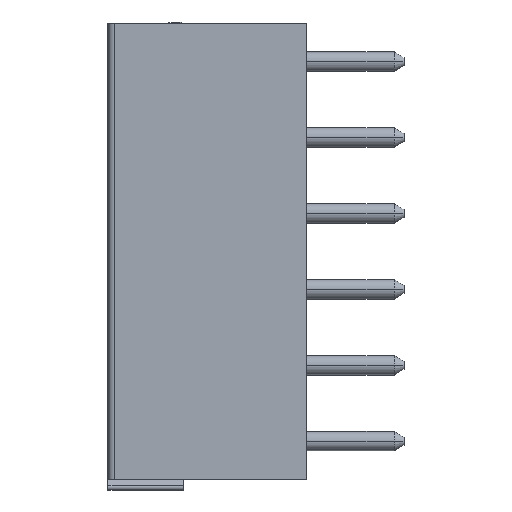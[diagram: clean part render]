
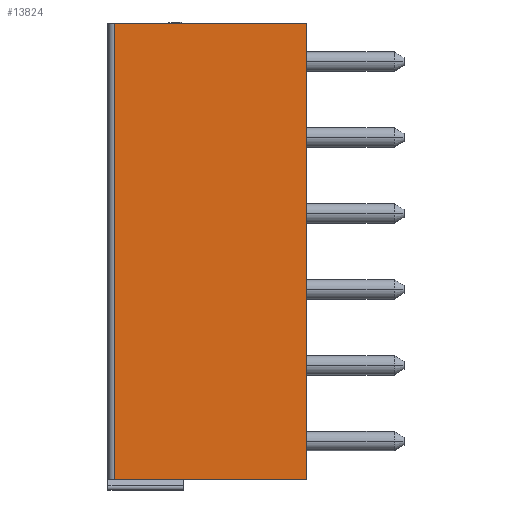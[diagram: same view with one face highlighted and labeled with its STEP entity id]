
A CAD part, left-side view. The second image highlights one B-rep face of the part: STEP entity #13824.
In plain terms, the highlighted planar face has unit normal (-1, 0, 0).
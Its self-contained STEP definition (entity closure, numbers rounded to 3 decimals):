
#50=DIRECTION('',(0.,1.,0.));
#51=VECTOR('',#50,8.85);
#52=CARTESIAN_POINT('',(-3.5,-4.575,-19.25));
#53=LINE('',#52,#51);
#1596=DIRECTION('',(0.,1.,0.));
#1597=VECTOR('',#1596,8.85);
#1598=CARTESIAN_POINT('',(-3.5,-4.575,1.75));
#1599=LINE('',#1598,#1597);
#3059=DIRECTION('',(0.,0.,-1.));
#3060=VECTOR('',#3059,21.);
#3061=CARTESIAN_POINT('',(-3.5,-4.575,1.75));
#3062=LINE('',#3061,#3060);
#3837=DIRECTION('',(0.,0.,-1.));
#3838=VECTOR('',#3837,21.);
#3839=CARTESIAN_POINT('',(-3.5,4.275,1.75));
#3840=LINE('',#3839,#3838);
#6833=CARTESIAN_POINT('',(-3.5,4.275,-19.25));
#6835=VERTEX_POINT('',#6833);
#6837=CARTESIAN_POINT('',(-3.5,-4.575,-19.25));
#6838=VERTEX_POINT('',#6837);
#6853=CARTESIAN_POINT('',(-3.5,4.275,1.75));
#6855=VERTEX_POINT('',#6853);
#6857=CARTESIAN_POINT('',(-3.5,-4.575,1.75));
#6858=VERTEX_POINT('',#6857);
#13812=CARTESIAN_POINT('',(-3.5,4.275,-19.25));
#13813=DIRECTION('',(-1.,0.,0.));
#13814=DIRECTION('',(0.,-1.,0.));
#13815=AXIS2_PLACEMENT_3D('',#13812,#13813,#13814);
#13816=PLANE('',#13815);
#13817=ORIENTED_EDGE('',*,*,#8858,.T.);
#13819=ORIENTED_EDGE('',*,*,#13818,.F.);
#13820=ORIENTED_EDGE('',*,*,#10850,.F.);
#13821=ORIENTED_EDGE('',*,*,#12721,.T.);
#13822=EDGE_LOOP('',(#13817,#13819,#13820,#13821));
#13823=FACE_OUTER_BOUND('',#13822,.F.);
#8858=EDGE_CURVE('',#6838,#6835,#53,.T.);
#10850=EDGE_CURVE('',#6858,#6855,#1599,.T.);
#12721=EDGE_CURVE('',#6858,#6838,#3062,.T.);
#13818=EDGE_CURVE('',#6855,#6835,#3840,.T.);
#13824=ADVANCED_FACE('',(#13823),#13816,.T.);
